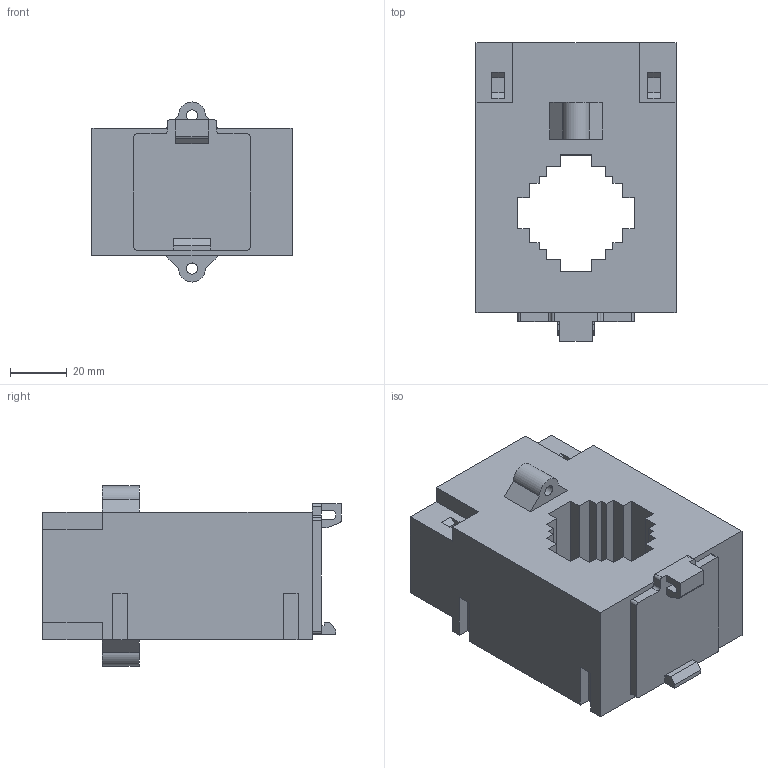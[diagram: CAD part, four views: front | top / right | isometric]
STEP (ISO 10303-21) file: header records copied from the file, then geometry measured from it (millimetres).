
FILE_DESCRIPTION((''),'2;1');
FILE_NAME('LUTC0301','2017-12-14T',('SESA468396'),('Schneider-Electric'),'PRO/ENGINEER BY PARAMETRIC TECHNOLOGY CORPORATION, 2015440','PRO/ENGINEER BY PARAMETRIC TECHNOLOGY CORPORATION, 2015440','');
FILE_SCHEMA(('CONFIG_CONTROL_DESIGN'));
Length unit declared in the file: millimetre
Products named in the file (1): LUTC0301
Bounding box: 70.5 x 105.2 x 63.5 mm (x, y, z)
Volume: 244814.3 mm3; surface area: 38672.6 mm2
Topology: 1 solids, 1 shells, 232 faces, 637 edges, 424 vertices
Faces by surface type: plane 207, cylinder 25
Entity records: 7309 total; most frequent: CARTESIAN_POINT 1293, ORIENTED_EDGE 1274, DIRECTION 1151, EDGE_CURVE 637, VECTOR 587, LINE 587, VERTEX_POINT 424, AXIS2_PLACEMENT_3D 282
